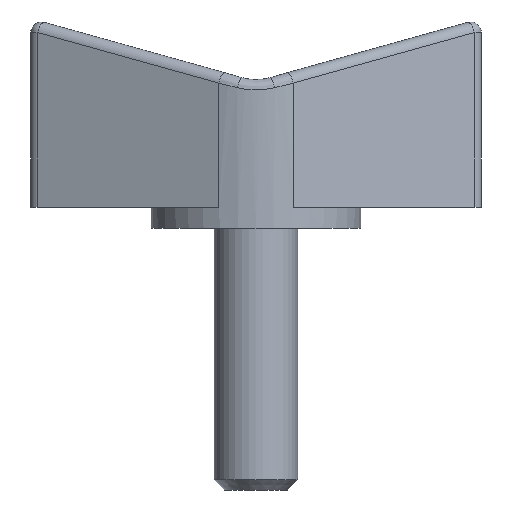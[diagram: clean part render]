
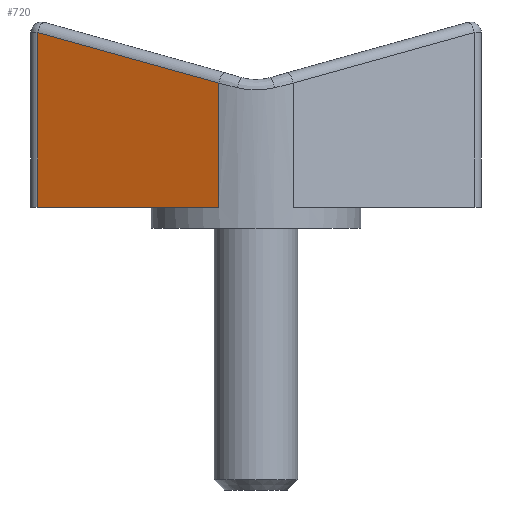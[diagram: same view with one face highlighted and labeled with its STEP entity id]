
A CAD part, front view. The second image highlights one B-rep face of the part: STEP entity #720.
In plain terms, the highlighted planar face has unit normal (-0.356, -0.934, 0).
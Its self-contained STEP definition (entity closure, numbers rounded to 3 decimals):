
#28 = LINE ( 'NONE', #335, #731 ) ;
#94 = DIRECTION ( 'NONE',  ( -0.934, 0.356, 0. ) ) ;
#99 = DIRECTION ( 'NONE',  ( 0.356, 0.934, 0. ) ) ;
#107 = VECTOR ( 'NONE', #1272, 1000. ) ;
#155 = EDGE_CURVE ( 'NONE', #399, #248, #644, .T. ) ;
#159 = CARTESIAN_POINT ( 'NONE',  ( -20.856, -2.746, -9. ) ) ;
#219 = DIRECTION ( 'NONE',  ( 0., 0., -1. ) ) ;
#248 = VERTEX_POINT ( 'NONE', #159 ) ;
#332 = CARTESIAN_POINT ( 'NONE',  ( -3.565, -9.343, 2.857 ) ) ;
#335 = CARTESIAN_POINT ( 'NONE',  ( -3.565, -9.343, 9. ) ) ;
#345 = CARTESIAN_POINT ( 'NONE',  ( -20.856, -2.746, 9. ) ) ;
#391 = CARTESIAN_POINT ( 'NONE',  ( -20.856, -2.746, 9. ) ) ;
#399 = VERTEX_POINT ( 'NONE', #1100 ) ;
#483 = LINE ( 'NONE', #794, #805 ) ;
#498 = FACE_OUTER_BOUND ( 'NONE', #1153, .T. ) ;
#544 = EDGE_CURVE ( 'NONE', #1064, #775, #28, .T. ) ;
#623 = EDGE_CURVE ( 'NONE', #1064, #399, #1164, .T. ) ;
#644 = LINE ( 'NONE', #345, #1055 ) ;
#681 = CARTESIAN_POINT ( 'NONE',  ( -21.157, -2.631, 7.767 ) ) ;
#712 = EDGE_CURVE ( 'NONE', #248, #775, #483, .T. ) ;
#720 = ADVANCED_FACE ( 'NONE', ( #498 ), #1187, .F. ) ;
#731 = VECTOR ( 'NONE', #1231, 1000. ) ;
#768 = ORIENTED_EDGE ( 'NONE', *, *, #544, .F. ) ;
#775 = VERTEX_POINT ( 'NONE', #925 ) ;
#794 = CARTESIAN_POINT ( 'NONE',  ( -20.856, -2.746, -9. ) ) ;
#805 = VECTOR ( 'NONE', #1184, 1000. ) ;
#925 = CARTESIAN_POINT ( 'NONE',  ( -3.565, -9.343, -9. ) ) ;
#961 = ORIENTED_EDGE ( 'NONE', *, *, #623, .T. ) ;
#987 = AXIS2_PLACEMENT_3D ( 'NONE', #391, #99, #94 ) ;
#1055 = VECTOR ( 'NONE', #219, 1000. ) ;
#1064 = VERTEX_POINT ( 'NONE', #332 ) ;
#1100 = CARTESIAN_POINT ( 'NONE',  ( -20.856, -2.746, 7.683 ) ) ;
#1153 = EDGE_LOOP ( 'NONE', ( #768, #961, #1186, #1254 ) ) ;
#1164 = LINE ( 'NONE', #681, #107 ) ;
#1184 = DIRECTION ( 'NONE',  ( 0.934, -0.356, 0. ) ) ;
#1186 = ORIENTED_EDGE ( 'NONE', *, *, #155, .T. ) ;
#1187 = PLANE ( 'NONE',  #987 ) ;
#1231 = DIRECTION ( 'NONE',  ( 0., 0., -1. ) ) ;
#1254 = ORIENTED_EDGE ( 'NONE', *, *, #712, .T. ) ;
#1272 = DIRECTION ( 'NONE',  ( -0.904, 0.345, 0.252 ) ) ;
